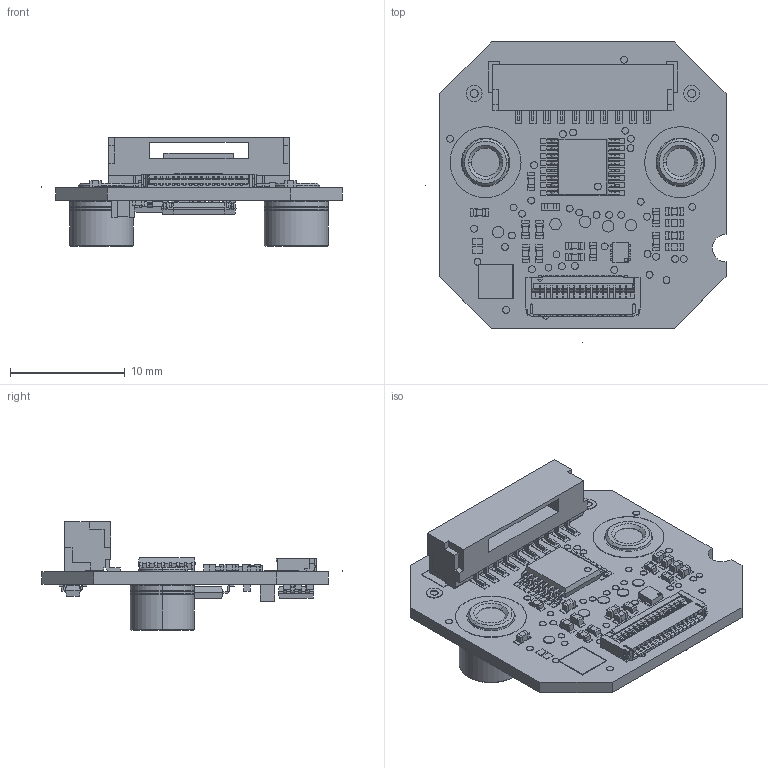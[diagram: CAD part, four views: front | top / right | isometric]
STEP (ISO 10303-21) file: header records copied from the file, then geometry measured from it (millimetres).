
FILE_DESCRIPTION(/* description */ (''),/* implementation_level */ '2;1');
FILE_NAME(/* name */ 'A-9412-0500-01.stp',/* time_stamp */ '2014-04-04T08:30:27+01:00',/* author */ (''),/* organization */ (''),/* preprocessor_version */ 'ST-DEVELOPER v11',/* originating_system */ 'SIEMENS PLM Software NX 7.5',/* authorisation */ '');
FILE_SCHEMA (('AUTOMOTIVE_DESIGN { 1 0 10303 214 1 1 1 1 }'));
Products named in the file (1): model1
Bounding box: 26.2 x 26.2 x 9.51 mm (x, y, z)
Volume: 1057.9 mm3; surface area: 3176.6 mm2
Topology: 363 solids, 363 shells, 3755 faces, 8723 edges, 5764 vertices
Faces by surface type: plane 3251, cylinder 484, cone 16, torus 4
Full cylindrical faces by diameter (mm): 0.3 x1, 0.6 x115, 0.7 x4, 1 x51, 1.4 x6, 4.22 x2, 6.2 x4
Entity records: 132467 total; most frequent: CARTESIAN_POINT 18048, DIRECTION 17076, ORIENTED_EDGE 17068, EDGE_CURVE 8534, LINE 7504, VECTOR 7504, VERTEX_POINT 5758, AXIS2_PLACEMENT_3D 4786
